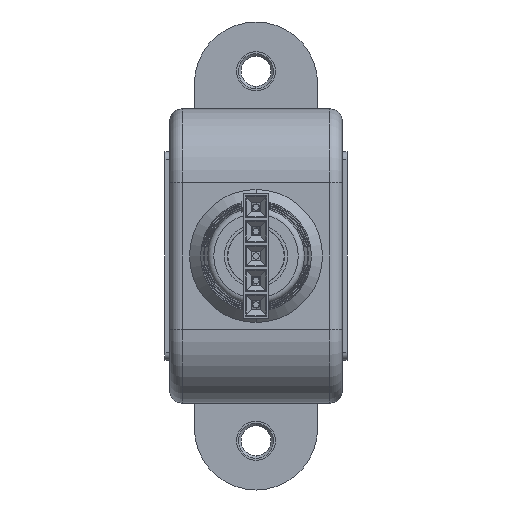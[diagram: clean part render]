
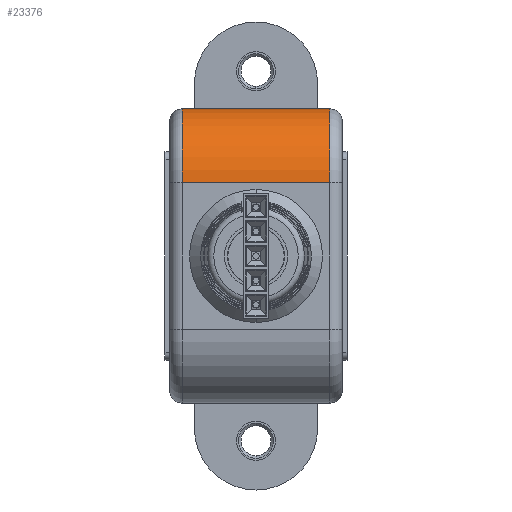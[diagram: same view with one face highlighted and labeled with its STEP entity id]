
A CAD part, front view. The second image highlights one B-rep face of the part: STEP entity #23376.
In plain terms, the highlighted cylindrical face has radius 6 mm (diameter 12 mm), a partial arc.
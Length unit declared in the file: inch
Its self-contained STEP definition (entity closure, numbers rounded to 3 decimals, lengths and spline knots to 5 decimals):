
#727 = CARTESIAN_POINT ( 'NONE',  ( -0.23425, 0.27559, -1.05512 ) ) ;
#728 = DIRECTION ( 'NONE',  ( 0., 1., 0. ) ) ;
#758 = CARTESIAN_POINT ( 'NONE',  ( -0.47047, -0.27559, -0.8189 ) ) ;
#760 = DIRECTION ( 'NONE',  ( 0., -1., 0. ) ) ;
#860 = CARTESIAN_POINT ( 'NONE',  ( -0.23425, -0.23622, -0.8189 ) ) ;
#861 = DIRECTION ( 'NONE',  ( 0., 1., 0. ) ) ;
#862 = DIRECTION ( 'NONE',  ( 0., 0., -1. ) ) ;
#863 = CARTESIAN_POINT ( 'NONE',  ( -0.23425, 0.23622, -0.8189 ) ) ;
#864 = DIRECTION ( 'NONE',  ( 0., -1., 0. ) ) ;
#865 = DIRECTION ( 'NONE',  ( 0., 0., 1. ) ) ;
#4861 = FACE_OUTER_BOUND ( 'NONE', #23081, .T. ) ;
#4864 = CYLINDRICAL_SURFACE ( 'NONE', #27746, 0.23622 ) ;
#5488 = DIRECTION ( 'NONE',  ( 0., 1., 0. ) ) ;
#5489 = DIRECTION ( 'NONE',  ( -1., 0., 0. ) ) ;
#5492 = CARTESIAN_POINT ( 'NONE',  ( -0.23425, 0.27559, -0.8189 ) ) ;
#15002 = CARTESIAN_POINT ( 'NONE',  ( -0.47047, 0.23622, -0.8189 ) ) ;
#15036 = CARTESIAN_POINT ( 'NONE',  ( -0.23425, -0.23622, -1.05512 ) ) ;
#15041 = CARTESIAN_POINT ( 'NONE',  ( -0.23425, 0.23622, -1.05512 ) ) ;
#15078 = CARTESIAN_POINT ( 'NONE',  ( -0.47047, -0.23622, -0.8189 ) ) ;
#15910 = VERTEX_POINT ( 'NONE', #15002 ) ;
#15923 = VERTEX_POINT ( 'NONE', #15036 ) ;
#15924 = VERTEX_POINT ( 'NONE', #15041 ) ;
#15926 = VERTEX_POINT ( 'NONE', #15078 ) ;
#19130 = EDGE_CURVE ( 'NONE', #15923, #15924, #28439, .T. ) ;
#19142 = EDGE_CURVE ( 'NONE', #15910, #15926, #28458, .T. ) ;
#19189 = EDGE_CURVE ( 'NONE', #15923, #15926, #28571, .T. ) ;
#19190 = EDGE_CURVE ( 'NONE', #15910, #15924, #28578, .T. ) ;
#20541 = ORIENTED_EDGE ( 'NONE', *, *, #19130, .F. ) ;
#20542 = ORIENTED_EDGE ( 'NONE', *, *, #19189, .T. ) ;
#20543 = ORIENTED_EDGE ( 'NONE', *, *, #19142, .F. ) ;
#20544 = ORIENTED_EDGE ( 'NONE', *, *, #19190, .T. ) ;
#23081 = EDGE_LOOP ( 'NONE', ( #20541, #20542, #20543, #20544 ) ) ;
#23376 = ADVANCED_FACE ( 'NONE', ( #4861 ), #4864, .T. ) ;
#27635 = AXIS2_PLACEMENT_3D ( 'NONE', #860, #861, #862 ) ;
#27636 = AXIS2_PLACEMENT_3D ( 'NONE', #863, #864, #865 ) ;
#27746 = AXIS2_PLACEMENT_3D ( 'NONE', #5492, #5488, #5489 ) ;
#28439 = LINE ( 'NONE', #727, #28442 ) ;
#28442 = VECTOR ( 'NONE', #728, 39.37008 ) ;
#28458 = LINE ( 'NONE', #758, #28461 ) ;
#28461 = VECTOR ( 'NONE', #760, 39.37008 ) ;
#28571 = CIRCLE ( 'NONE', #27635, 0.23622 ) ;
#28578 = CIRCLE ( 'NONE', #27636, 0.23622 ) ;
